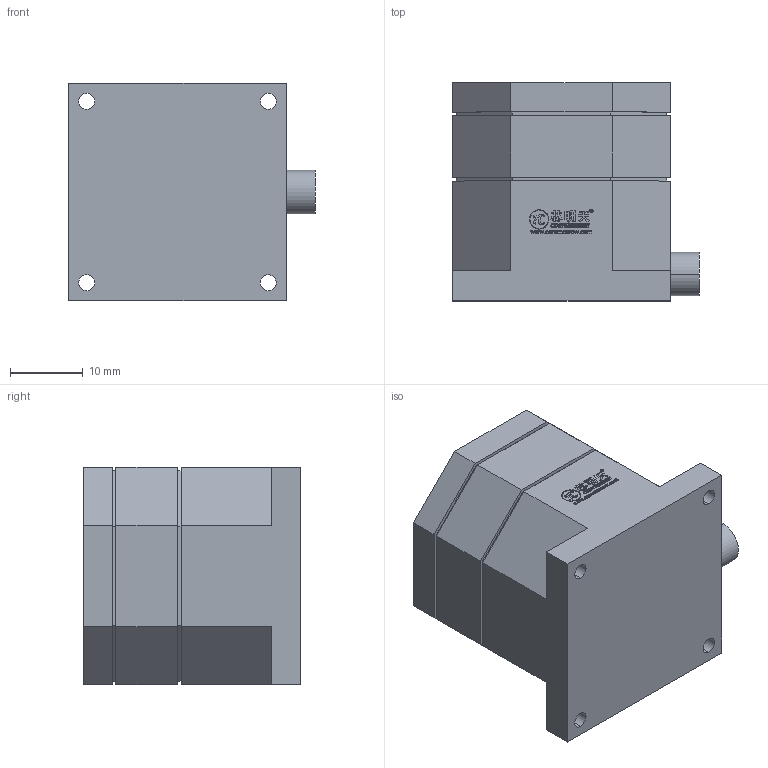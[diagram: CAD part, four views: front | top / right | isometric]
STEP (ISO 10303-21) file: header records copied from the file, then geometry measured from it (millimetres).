
FILE_DESCRIPTION (( 'STEP AP203' ), '1' );
FILE_NAME ('P63.XY7-B1俋倛芞.STEP', '2019-11-28T07:54:30', ( '' ), ( '' ), 'SwSTEP 2.0', 'SolidWorks 2016', '' );
FILE_SCHEMA (( 'CONFIG_CONTROL_DESIGN' ));
Length unit declared in the file: millimetre
Products named in the file (1): P63.XY7-B1俋倛芞
Bounding box: 34 x 30 x 30.02 mm (x, y, z)
Volume: 23596.9 mm3; surface area: 5458.7 mm2
Topology: 1 solids, 1 shells, 732 faces, 1983 edges, 1310 vertices
Faces by surface type: plane 404, bspline 282, cylinder 30, cone 16
Entity records: 29408 total; most frequent: CARTESIAN_POINT 12836, ORIENTED_EDGE 3934, DIRECTION 2369, EDGE_CURVE 1967, VECTOR 1339, LINE 1339, VERTEX_POINT 1310, EDGE_LOOP 813
